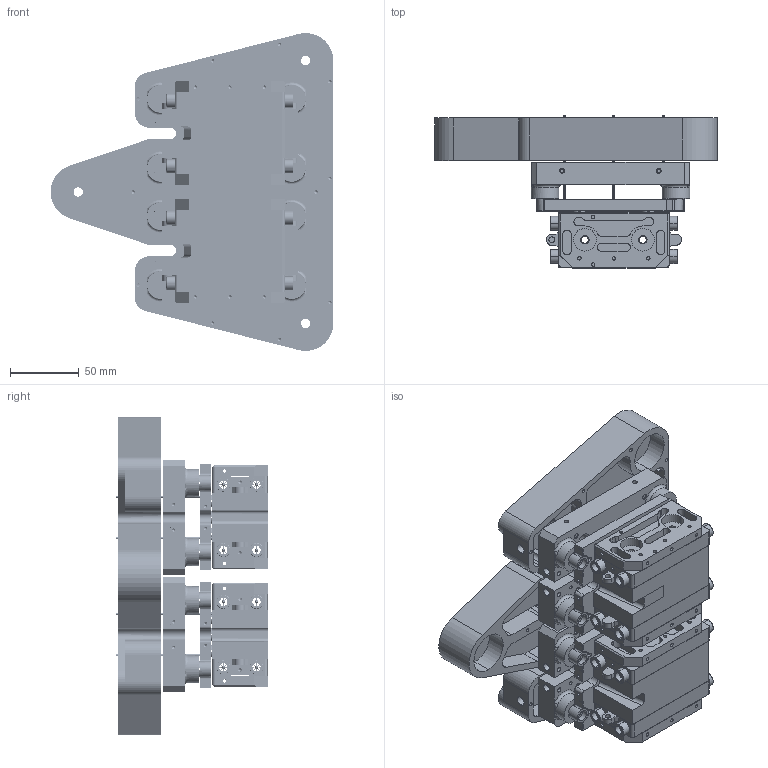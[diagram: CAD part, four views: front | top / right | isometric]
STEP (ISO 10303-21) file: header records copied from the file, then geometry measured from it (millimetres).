
FILE_DESCRIPTION (( 'STEP AP203' ), '1' );
FILE_NAME ('00221401_schematic.STEP', '2021-11-16T10:03:31', ( 'uesrf' ), ( '' ), 'SwSTEP 2.0', 'SolidWorks 2019', '' );
FILE_SCHEMA (( 'CONFIG_CONTROL_DESIGN' ));
Length unit declared in the file: millimetre
Products named in the file (1): 00221401_schematic
Bounding box: 204.93 x 110.5 x 230.39 mm (x, y, z)
Volume: 1231890.4 mm3; surface area: 445617 mm2
Topology: 41 solids, 41 shells, 3639 faces, 10488 edges, 6845 vertices
Faces by surface type: cylinder 2076, plane 1174, cone 202, torus 112, bspline 43, sphere 32
Entity records: 127737 total; most frequent: CARTESIAN_POINT 28454, DIRECTION 21600, ORIENTED_EDGE 20812, EDGE_CURVE 10406, AXIS2_PLACEMENT_3D 8323, VERTEX_POINT 6845, VECTOR 4954, LINE 4954
